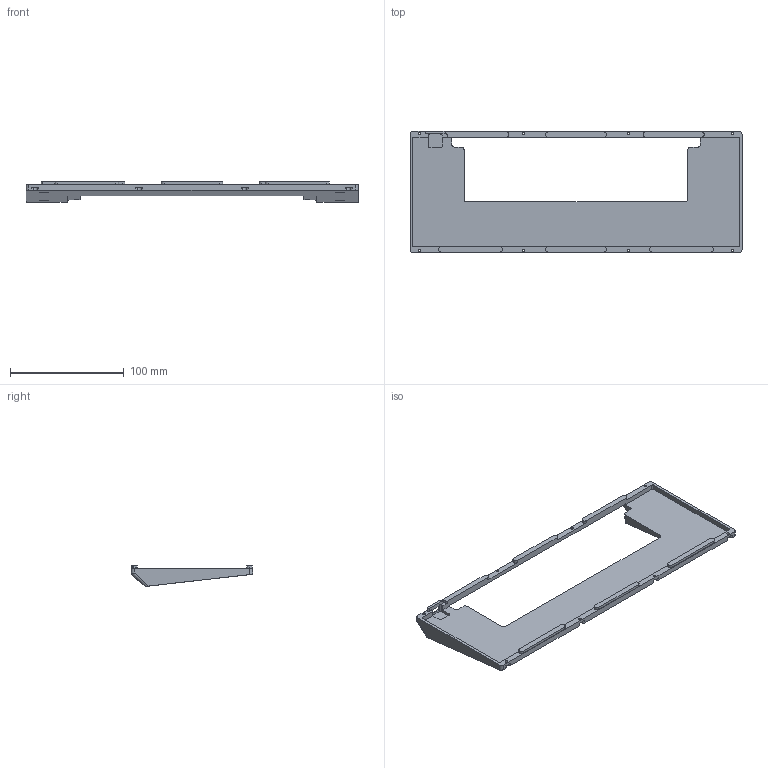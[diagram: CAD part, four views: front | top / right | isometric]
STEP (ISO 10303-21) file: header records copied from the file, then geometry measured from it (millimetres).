
FILE_DESCRIPTION (( 'STEP AP214' ), '1' );
FILE_NAME ('bottom2.STEP', '2022-07-18T07:08:57', ( '' ), ( '' ), 'SwSTEP 2.0', 'SolidWorks 2020', '' );
FILE_SCHEMA (( 'AUTOMOTIVE_DESIGN' ));
Length unit declared in the file: millimetre
Products named in the file (1): bottom2
Bounding box: 291.9 x 106.54 x 18.45 mm (x, y, z)
Volume: 97577.8 mm3; surface area: 52270.8 mm2
Topology: 1 solids, 1 shells, 260 faces, 743 edges, 490 vertices
Faces by surface type: cylinder 152, plane 94, bspline 12, cone 2
Entity records: 11274 total; most frequent: CARTESIAN_POINT 4726, ORIENTED_EDGE 1486, DIRECTION 1270, EDGE_CURVE 743, VERTEX_POINT 490, AXIS2_PLACEMENT_3D 432, VECTOR 406, LINE 406
